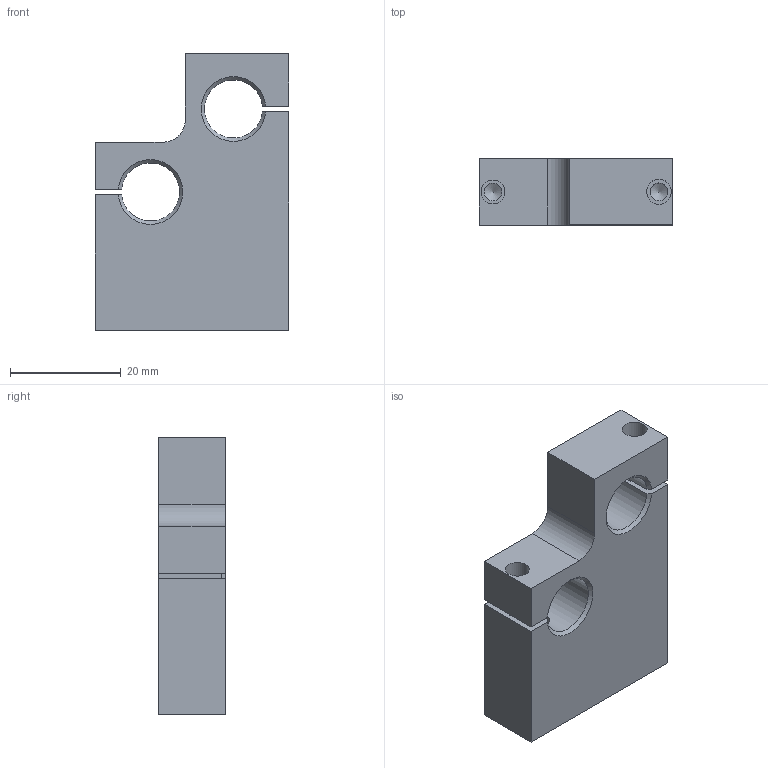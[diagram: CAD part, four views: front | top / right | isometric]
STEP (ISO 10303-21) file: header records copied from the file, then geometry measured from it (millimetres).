
FILE_DESCRIPTION(/* description */ ('Unknown'),/* implementation_level */ '2;1');
FILE_NAME(/* name */ 'spritzenhalter1',/* time_stamp */ '2023-08-23T17:33:21+02:00',/* author */ ('Unknown'),/* organization */ ('Unknown'),/* preprocessor_version */ 'ST-DEVELOPER v18.1',/* originating_system */ 'Solid Edge',/* authorisation */ 'Unknown');
FILE_SCHEMA (('AUTOMOTIVE_DESIGN {1 0 10303 214 3 1 1}'));
Length unit declared in the file: millimetre
Products named in the file (1): spritzenhalter1
Bounding box: 35 x 12 x 50 mm (x, y, z)
Volume: 14718.5 mm3; surface area: 6643 mm2
Topology: 1 solids, 1 shells, 28 faces, 81 edges, 55 vertices
Faces by surface type: plane 14, cylinder 9, cone 5
Full cylindrical faces by diameter (mm): 3.242 x4, 4.3 x1, 4.5 x1
Entity records: 1061 total; most frequent: CARTESIAN_POINT 166, DIRECTION 135, ORIENTED_EDGE 126, EDGE_CURVE 63, VERTEX_POINT 49, AXIS2_PLACEMENT_3D 48, FACE_BOUND 46, EDGE_LOOP 43
